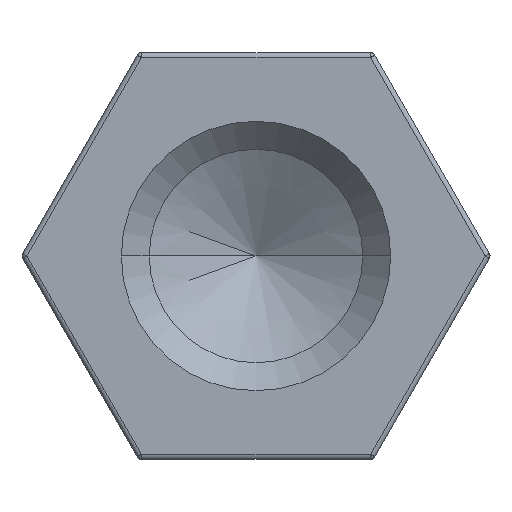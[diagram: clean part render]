
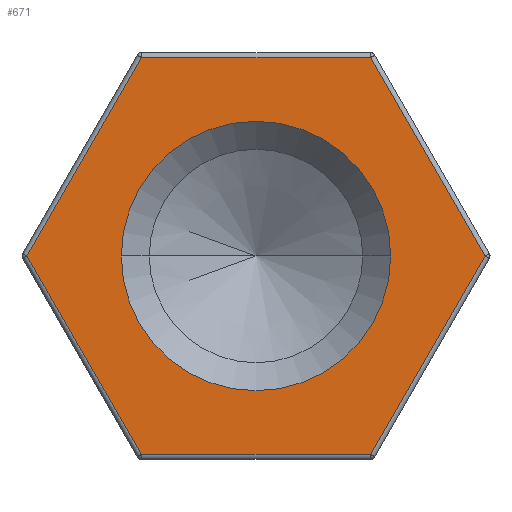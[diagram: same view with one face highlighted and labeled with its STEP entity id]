
A CAD part, left-side view. The second image highlights one B-rep face of the part: STEP entity #671.
In plain terms, the highlighted planar face has unit normal (-1, 0, 0).
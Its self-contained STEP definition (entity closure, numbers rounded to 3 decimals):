
#39 = ORIENTED_EDGE ( 'NONE', *, *, #1161, .T. ) ;
#40 = DIRECTION ( 'NONE',  ( 1., 0., 0. ) ) ;
#43 = CARTESIAN_POINT ( 'NONE',  ( 0., 0., 0. ) ) ;
#65 = DIRECTION ( 'NONE',  ( 1., 0., 0. ) ) ;
#71 = CARTESIAN_POINT ( 'NONE',  ( 0., 3.377, -1.95 ) ) ;
#138 = VERTEX_POINT ( 'NONE', #253 ) ;
#139 = EDGE_CURVE ( 'NONE', #1268, #955, #830, .T. ) ;
#172 = EDGE_LOOP ( 'NONE', ( #747, #1182 ) ) ;
#183 = CARTESIAN_POINT ( 'NONE',  ( 0., 2.252, -3.9 ) ) ;
#215 = DIRECTION ( 'NONE',  ( 0., -0.5, 0.866 ) ) ;
#236 = ORIENTED_EDGE ( 'NONE', *, *, #924, .T. ) ;
#244 = CARTESIAN_POINT ( 'NONE',  ( 0., -3.377, -1.95 ) ) ;
#252 = EDGE_CURVE ( 'NONE', #1429, #685, #1262, .T. ) ;
#253 = CARTESIAN_POINT ( 'NONE',  ( 0., 2.252, 3.9 ) ) ;
#304 = LINE ( 'NONE', #898, #839 ) ;
#313 = CARTESIAN_POINT ( 'NONE',  ( 0., -2.252, -3.9 ) ) ;
#319 = CARTESIAN_POINT ( 'NONE',  ( 0., 3.377, 1.95 ) ) ;
#335 = CARTESIAN_POINT ( 'NONE',  ( 0., 2.65, 0. ) ) ;
#424 = VECTOR ( 'NONE', #923, 1000. ) ;
#463 = VECTOR ( 'NONE', #215, 1000. ) ;
#485 = CARTESIAN_POINT ( 'NONE',  ( 0., 0., -3.9 ) ) ;
#513 = AXIS2_PLACEMENT_3D ( 'NONE', #43, #40, #1321 ) ;
#541 = VECTOR ( 'NONE', #566, 1000. ) ;
#544 = EDGE_LOOP ( 'NONE', ( #992, #1397, #39, #575, #1022, #236 ) ) ;
#549 = EDGE_CURVE ( 'NONE', #955, #880, #1181, .T. ) ;
#566 = DIRECTION ( 'NONE',  ( 0., -0.5, -0.866 ) ) ;
#574 = VERTEX_POINT ( 'NONE', #1239 ) ;
#575 = ORIENTED_EDGE ( 'NONE', *, *, #139, .T. ) ;
#671 = ADVANCED_FACE ( 'NONE', ( #951, #1196 ), #730, .F. ) ;
#685 = VERTEX_POINT ( 'NONE', #888 ) ;
#692 = CARTESIAN_POINT ( 'NONE',  ( 0., 4.503, 0. ) ) ;
#724 = EDGE_CURVE ( 'NONE', #685, #138, #304, .T. ) ;
#730 = PLANE ( 'NONE',  #809 ) ;
#747 = ORIENTED_EDGE ( 'NONE', *, *, #1256, .T. ) ;
#754 = DIRECTION ( 'NONE',  ( 0., 1., 0. ) ) ;
#773 = CARTESIAN_POINT ( 'NONE',  ( 0., 0., 0. ) ) ;
#784 = DIRECTION ( 'NONE',  ( 1., 0., 0. ) ) ;
#793 = CARTESIAN_POINT ( 'NONE',  ( 0., 0., 0. ) ) ;
#809 = AXIS2_PLACEMENT_3D ( 'NONE', #793, #784, #754 ) ;
#830 = LINE ( 'NONE', #71, #541 ) ;
#839 = VECTOR ( 'NONE', #905, 1000. ) ;
#855 = VECTOR ( 'NONE', #892, 1000. ) ;
#880 = VERTEX_POINT ( 'NONE', #313 ) ;
#887 = DIRECTION ( 'NONE',  ( 0., 1., 0. ) ) ;
#888 = CARTESIAN_POINT ( 'NONE',  ( 0., -2.252, 3.9 ) ) ;
#892 = DIRECTION ( 'NONE',  ( 0., 0.5, -0.866 ) ) ;
#898 = CARTESIAN_POINT ( 'NONE',  ( 0., 0., 3.9 ) ) ;
#905 = DIRECTION ( 'NONE',  ( 0., 1., 0. ) ) ;
#923 = DIRECTION ( 'NONE',  ( 0., 0.5, 0.866 ) ) ;
#924 = EDGE_CURVE ( 'NONE', #880, #1429, #1323, .T. ) ;
#951 = FACE_OUTER_BOUND ( 'NONE', #544, .T. ) ;
#955 = VERTEX_POINT ( 'NONE', #183 ) ;
#956 = CARTESIAN_POINT ( 'NONE',  ( 0., -3.377, 1.95 ) ) ;
#992 = ORIENTED_EDGE ( 'NONE', *, *, #252, .T. ) ;
#1022 = ORIENTED_EDGE ( 'NONE', *, *, #549, .T. ) ;
#1073 = EDGE_CURVE ( 'NONE', #574, #1219, #1209, .T. ) ;
#1161 = EDGE_CURVE ( 'NONE', #138, #1268, #1407, .T. ) ;
#1181 = LINE ( 'NONE', #485, #1410 ) ;
#1182 = ORIENTED_EDGE ( 'NONE', *, *, #1073, .T. ) ;
#1190 = AXIS2_PLACEMENT_3D ( 'NONE', #773, #65, #887 ) ;
#1196 = FACE_BOUND ( 'NONE', #172, .T. ) ;
#1209 = CIRCLE ( 'NONE', #1190, 2.65 ) ;
#1219 = VERTEX_POINT ( 'NONE', #335 ) ;
#1239 = CARTESIAN_POINT ( 'NONE',  ( 0., -2.65, 0. ) ) ;
#1251 = DIRECTION ( 'NONE',  ( 0., -1., 0. ) ) ;
#1256 = EDGE_CURVE ( 'NONE', #1219, #574, #1322, .T. ) ;
#1262 = LINE ( 'NONE', #956, #424 ) ;
#1268 = VERTEX_POINT ( 'NONE', #692 ) ;
#1321 = DIRECTION ( 'NONE',  ( 0., 1., 0. ) ) ;
#1322 = CIRCLE ( 'NONE', #513, 2.65 ) ;
#1323 = LINE ( 'NONE', #244, #463 ) ;
#1397 = ORIENTED_EDGE ( 'NONE', *, *, #724, .T. ) ;
#1407 = LINE ( 'NONE', #319, #855 ) ;
#1410 = VECTOR ( 'NONE', #1251, 1000. ) ;
#1429 = VERTEX_POINT ( 'NONE', #1436 ) ;
#1436 = CARTESIAN_POINT ( 'NONE',  ( 0., -4.503, 0. ) ) ;
